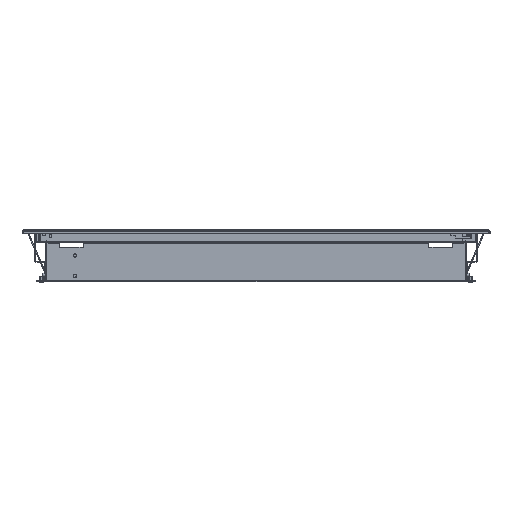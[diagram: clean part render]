
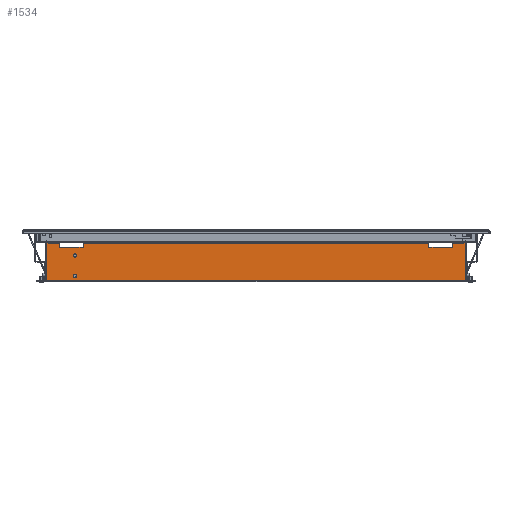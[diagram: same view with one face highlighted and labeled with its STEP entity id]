
A CAD part, front view. The second image highlights one B-rep face of the part: STEP entity #1534.
In plain terms, the highlighted planar face has unit normal (0, -1, 0).
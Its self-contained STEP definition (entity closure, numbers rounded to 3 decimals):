
#28 = EDGE_CURVE ( 'NONE', #10783, #6189, #3009, .T. ) ;
#30 = EDGE_CURVE ( 'NONE', #6399, #3230, #11985, .T. ) ;
#666 = ORIENTED_EDGE ( 'NONE', *, *, #16499, .F. ) ;
#1080 = VERTEX_POINT ( 'NONE', #18437 ) ;
#1100 = ORIENTED_EDGE ( 'NONE', *, *, #19933, .F. ) ;
#1144 = EDGE_CURVE ( 'NONE', #19991, #10783, #22014, .T. ) ;
#1514 = CARTESIAN_POINT ( 'NONE',  ( 762., -1339., -86.5 ) ) ;
#1534 = ADVANCED_FACE ( 'NONE', ( #13359, #20251, #11292 ), #11517, .T. ) ;
#1777 = CARTESIAN_POINT ( 'NONE',  ( 91., -1339., -41. ) ) ;
#1782 = CARTESIAN_POINT ( 'NONE',  ( 762., -1339., -22.5 ) ) ;
#1965 = LINE ( 'NONE', #2430, #3254 ) ;
#2287 = VECTOR ( 'NONE', #22205, 1000. ) ;
#2310 = VERTEX_POINT ( 'NONE', #18465 ) ;
#2344 = VERTEX_POINT ( 'NONE', #9856 ) ;
#2430 = CARTESIAN_POINT ( 'NONE',  ( 105., -1339., 0. ) ) ;
#2637 = AXIS2_PLACEMENT_3D ( 'NONE', #9875, #20335, #2952 ) ;
#2679 = DIRECTION ( 'NONE',  ( 0., 0., -1. ) ) ;
#2770 = DIRECTION ( 'NONE',  ( 0., -1., 0. ) ) ;
#2782 = VECTOR ( 'NONE', #17369, 1000. ) ;
#2952 = DIRECTION ( 'NONE',  ( 0., 0., -1. ) ) ;
#3009 = LINE ( 'NONE', #19220, #4329 ) ;
#3120 = CARTESIAN_POINT ( 'NONE',  ( 700., -1339., -22.5 ) ) ;
#3230 = VERTEX_POINT ( 'NONE', #3120 ) ;
#3254 = VECTOR ( 'NONE', #19806, 1000. ) ;
#3472 = AXIS2_PLACEMENT_3D ( 'NONE', #20828, #22437, #22666 ) ;
#3573 = EDGE_CURVE ( 'NONE', #12836, #18374, #14507, .T. ) ;
#3644 = VERTEX_POINT ( 'NONE', #4372 ) ;
#3689 = CARTESIAN_POINT ( 'NONE',  ( 0., -1339., -30. ) ) ;
#3720 = ORIENTED_EDGE ( 'NONE', *, *, #28, .F. ) ;
#3858 = ORIENTED_EDGE ( 'NONE', *, *, #18237, .F. ) ;
#3945 = ORIENTED_EDGE ( 'NONE', *, *, #20643, .F. ) ;
#4040 = CARTESIAN_POINT ( 'NONE',  ( 105., -1339., -22.5 ) ) ;
#4127 = VERTEX_POINT ( 'NONE', #20783 ) ;
#4136 = DIRECTION ( 'NONE',  ( 0., -1., 0. ) ) ;
#4155 = LINE ( 'NONE', #21987, #15185 ) ;
#4329 = VECTOR ( 'NONE', #15440, 1000. ) ;
#4372 = CARTESIAN_POINT ( 'NONE',  ( 91., -1339., -76. ) ) ;
#4379 = CARTESIAN_POINT ( 'NONE',  ( 43., -1339., -86.5 ) ) ;
#4601 = EDGE_LOOP ( 'NONE', ( #15942, #17972, #4948, #3720, #5200, #19945, #3858, #9829, #7732, #7126, #21343, #14886 ) ) ;
#4642 = CARTESIAN_POINT ( 'NONE',  ( 762., -1339., -89. ) ) ;
#4760 = VERTEX_POINT ( 'NONE', #11955 ) ;
#4948 = ORIENTED_EDGE ( 'NONE', *, *, #11026, .F. ) ;
#4987 = VECTOR ( 'NONE', #20866, 1000. ) ;
#5200 = ORIENTED_EDGE ( 'NONE', *, *, #1144, .F. ) ;
#5455 = CARTESIAN_POINT ( 'NONE',  ( 105., -1339., -30. ) ) ;
#5716 = DIRECTION ( 'NONE',  ( 0., 0., -1. ) ) ;
#6189 = VERTEX_POINT ( 'NONE', #4379 ) ;
#6399 = VERTEX_POINT ( 'NONE', #4040 ) ;
#7052 = LINE ( 'NONE', #10634, #4987 ) ;
#7126 = ORIENTED_EDGE ( 'NONE', *, *, #30, .F. ) ;
#7590 = EDGE_CURVE ( 'NONE', #22591, #6399, #1965, .T. ) ;
#7732 = ORIENTED_EDGE ( 'NONE', *, *, #13134, .F. ) ;
#8472 = VECTOR ( 'NONE', #21034, 1000. ) ;
#8531 = LINE ( 'NONE', #20941, #2782 ) ;
#8656 = LINE ( 'NONE', #15555, #19153 ) ;
#8858 = VECTOR ( 'NONE', #18354, 1000. ) ;
#8938 = CIRCLE ( 'NONE', #15557, 3. ) ;
#9101 = DIRECTION ( 'NONE',  ( 0., 0., -1. ) ) ;
#9799 = DIRECTION ( 'NONE',  ( 0., 0., -1. ) ) ;
#9829 = ORIENTED_EDGE ( 'NONE', *, *, #17832, .F. ) ;
#9856 = CARTESIAN_POINT ( 'NONE',  ( 65., -1339., -30. ) ) ;
#9875 = CARTESIAN_POINT ( 'NONE',  ( 91., -1339., -44. ) ) ;
#9969 = EDGE_LOOP ( 'NONE', ( #1100, #3945 ) ) ;
#10276 = VERTEX_POINT ( 'NONE', #15767 ) ;
#10278 = ORIENTED_EDGE ( 'NONE', *, *, #3573, .F. ) ;
#10321 = EDGE_CURVE ( 'NONE', #1080, #2344, #8531, .T. ) ;
#10350 = EDGE_CURVE ( 'NONE', #2344, #22591, #19443, .T. ) ;
#10634 = CARTESIAN_POINT ( 'NONE',  ( 43., -1339., -21.5 ) ) ;
#10783 = VERTEX_POINT ( 'NONE', #1514 ) ;
#10824 = CIRCLE ( 'NONE', #3472, 3. ) ;
#11026 = EDGE_CURVE ( 'NONE', #6189, #10276, #7052, .T. ) ;
#11177 = CARTESIAN_POINT ( 'NONE',  ( 0., -1339., 0. ) ) ;
#11292 = FACE_BOUND ( 'NONE', #9969, .T. ) ;
#11517 = PLANE ( 'NONE',  #21849 ) ;
#11639 = DIRECTION ( 'NONE',  ( 0., 0., 1. ) ) ;
#11796 = CARTESIAN_POINT ( 'NONE',  ( 43., -1339., -22.5 ) ) ;
#11955 = CARTESIAN_POINT ( 'NONE',  ( 91., -1339., -82. ) ) ;
#11985 = LINE ( 'NONE', #16923, #15346 ) ;
#12210 = DIRECTION ( 'NONE',  ( 1., 0., 0. ) ) ;
#12508 = CARTESIAN_POINT ( 'NONE',  ( 91., -1339., -79. ) ) ;
#12836 = VERTEX_POINT ( 'NONE', #18406 ) ;
#13134 = EDGE_CURVE ( 'NONE', #3230, #15246, #15746, .T. ) ;
#13359 = FACE_BOUND ( 'NONE', #17884, .T. ) ;
#13532 = LINE ( 'NONE', #11796, #8858 ) ;
#13707 = DIRECTION ( 'NONE',  ( 1., 0., 0. ) ) ;
#13771 = EDGE_CURVE ( 'NONE', #4127, #19991, #13532, .T. ) ;
#14504 = CARTESIAN_POINT ( 'NONE',  ( 91., -1339., -44. ) ) ;
#14507 = CIRCLE ( 'NONE', #21483, 3. ) ;
#14886 = ORIENTED_EDGE ( 'NONE', *, *, #10350, .F. ) ;
#15185 = VECTOR ( 'NONE', #11639, 1000. ) ;
#15244 = CARTESIAN_POINT ( 'NONE',  ( 700., -1339., -30. ) ) ;
#15246 = VERTEX_POINT ( 'NONE', #15244 ) ;
#15346 = VECTOR ( 'NONE', #20510, 1000. ) ;
#15440 = DIRECTION ( 'NONE',  ( -1., 0., 0. ) ) ;
#15555 = CARTESIAN_POINT ( 'NONE',  ( 0., -1339., -30. ) ) ;
#15557 = AXIS2_PLACEMENT_3D ( 'NONE', #12508, #17439, #5716 ) ;
#15746 = LINE ( 'NONE', #15858, #8472 ) ;
#15767 = CARTESIAN_POINT ( 'NONE',  ( 43., -1339., -22.5 ) ) ;
#15858 = CARTESIAN_POINT ( 'NONE',  ( 700., -1339., 0. ) ) ;
#15942 = ORIENTED_EDGE ( 'NONE', *, *, #10321, .F. ) ;
#16499 = EDGE_CURVE ( 'NONE', #18374, #12836, #17740, .T. ) ;
#16923 = CARTESIAN_POINT ( 'NONE',  ( 43., -1339., -22.5 ) ) ;
#17086 = VECTOR ( 'NONE', #13707, 1000. ) ;
#17144 = VECTOR ( 'NONE', #2679, 1000. ) ;
#17284 = EDGE_CURVE ( 'NONE', #10276, #1080, #20483, .T. ) ;
#17369 = DIRECTION ( 'NONE',  ( 0., 0., -1. ) ) ;
#17439 = DIRECTION ( 'NONE',  ( 0., -1., 0. ) ) ;
#17740 = CIRCLE ( 'NONE', #2637, 3. ) ;
#17832 = EDGE_CURVE ( 'NONE', #15246, #2310, #8656, .T. ) ;
#17884 = EDGE_LOOP ( 'NONE', ( #666, #10278 ) ) ;
#17972 = ORIENTED_EDGE ( 'NONE', *, *, #17284, .F. ) ;
#18237 = EDGE_CURVE ( 'NONE', #2310, #4127, #4155, .T. ) ;
#18354 = DIRECTION ( 'NONE',  ( 1., 0., 0. ) ) ;
#18374 = VERTEX_POINT ( 'NONE', #1777 ) ;
#18406 = CARTESIAN_POINT ( 'NONE',  ( 91., -1339., -47. ) ) ;
#18437 = CARTESIAN_POINT ( 'NONE',  ( 65., -1339., -22.5 ) ) ;
#18465 = CARTESIAN_POINT ( 'NONE',  ( 740., -1339., -30. ) ) ;
#19085 = CARTESIAN_POINT ( 'NONE',  ( 43., -1339., -22.5 ) ) ;
#19153 = VECTOR ( 'NONE', #12210, 1000. ) ;
#19220 = CARTESIAN_POINT ( 'NONE',  ( 762., -1339., -86.5 ) ) ;
#19443 = LINE ( 'NONE', #3689, #17086 ) ;
#19806 = DIRECTION ( 'NONE',  ( 0., 0., 1. ) ) ;
#19933 = EDGE_CURVE ( 'NONE', #3644, #4760, #8938, .T. ) ;
#19945 = ORIENTED_EDGE ( 'NONE', *, *, #13771, .F. ) ;
#19991 = VERTEX_POINT ( 'NONE', #1782 ) ;
#20251 = FACE_OUTER_BOUND ( 'NONE', #4601, .T. ) ;
#20335 = DIRECTION ( 'NONE',  ( 0., -1., 0. ) ) ;
#20483 = LINE ( 'NONE', #19085, #2287 ) ;
#20510 = DIRECTION ( 'NONE',  ( 1., 0., 0. ) ) ;
#20643 = EDGE_CURVE ( 'NONE', #4760, #3644, #10824, .T. ) ;
#20783 = CARTESIAN_POINT ( 'NONE',  ( 740., -1339., -22.5 ) ) ;
#20828 = CARTESIAN_POINT ( 'NONE',  ( 91., -1339., -79. ) ) ;
#20866 = DIRECTION ( 'NONE',  ( 0., 0., 1. ) ) ;
#20941 = CARTESIAN_POINT ( 'NONE',  ( 65., -1339., 0. ) ) ;
#21034 = DIRECTION ( 'NONE',  ( 0., 0., -1. ) ) ;
#21343 = ORIENTED_EDGE ( 'NONE', *, *, #7590, .F. ) ;
#21483 = AXIS2_PLACEMENT_3D ( 'NONE', #14504, #4136, #9101 ) ;
#21849 = AXIS2_PLACEMENT_3D ( 'NONE', #11177, #2770, #9799 ) ;
#21987 = CARTESIAN_POINT ( 'NONE',  ( 740., -1339., 0. ) ) ;
#22014 = LINE ( 'NONE', #4642, #17144 ) ;
#22205 = DIRECTION ( 'NONE',  ( 1., 0., 0. ) ) ;
#22437 = DIRECTION ( 'NONE',  ( 0., -1., 0. ) ) ;
#22591 = VERTEX_POINT ( 'NONE', #5455 ) ;
#22666 = DIRECTION ( 'NONE',  ( 0., 0., -1. ) ) ;
